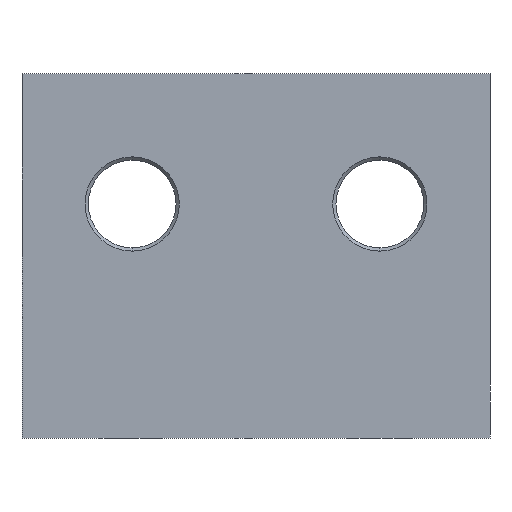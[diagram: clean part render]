
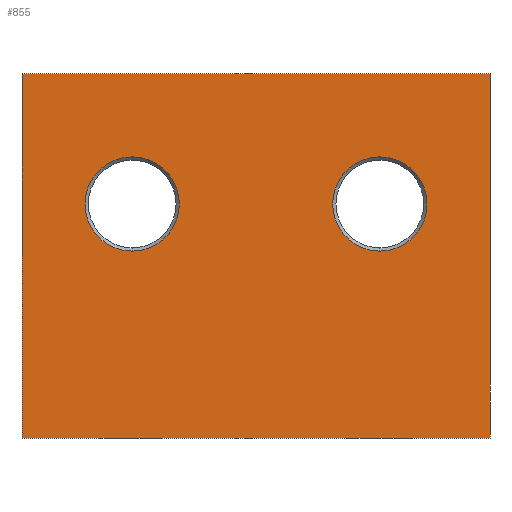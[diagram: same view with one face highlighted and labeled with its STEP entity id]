
A CAD part, front view. The second image highlights one B-rep face of the part: STEP entity #855.
In plain terms, the highlighted planar face has unit normal (0, -1, 0).
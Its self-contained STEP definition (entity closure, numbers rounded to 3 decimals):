
#53 = VERTEX_POINT ( 'NONE', #1209 ) ;
#55 = ORIENTED_EDGE ( 'NONE', *, *, #1174, .F. ) ;
#60 = AXIS2_PLACEMENT_3D ( 'NONE', #1329, #610, #1432 ) ;
#61 = AXIS2_PLACEMENT_3D ( 'NONE', #806, #434, #928 ) ;
#86 = AXIS2_PLACEMENT_3D ( 'NONE', #564, #1392, #677 ) ;
#92 = LINE ( 'NONE', #371, #1358 ) ;
#133 = AXIS2_PLACEMENT_3D ( 'NONE', #228, #1091, #358 ) ;
#135 = CIRCLE ( 'NONE', #86, 7.25 ) ;
#171 = VECTOR ( 'NONE', #1547, 1000. ) ;
#196 = CARTESIAN_POINT ( 'NONE',  ( 19.05, 0., 28.75 ) ) ;
#215 = LINE ( 'NONE', #486, #171 ) ;
#226 = AXIS2_PLACEMENT_3D ( 'NONE', #1019, #282, #1146 ) ;
#228 = CARTESIAN_POINT ( 'NONE',  ( -19.05, 0., 36. ) ) ;
#256 = EDGE_LOOP ( 'NONE', ( #621, #1059 ) ) ;
#282 = DIRECTION ( 'NONE',  ( 0., 1., 0. ) ) ;
#336 = LINE ( 'NONE', #1228, #476 ) ;
#339 = FACE_BOUND ( 'NONE', #256, .T. ) ;
#358 = DIRECTION ( 'NONE',  ( 0., 0., 1. ) ) ;
#363 = CARTESIAN_POINT ( 'NONE',  ( 36., 0., 0. ) ) ;
#371 = CARTESIAN_POINT ( 'NONE',  ( 36., 0., 56. ) ) ;
#412 = CARTESIAN_POINT ( 'NONE',  ( 36., 0., 56. ) ) ;
#434 = DIRECTION ( 'NONE',  ( 0., 1., 0. ) ) ;
#435 = VERTEX_POINT ( 'NONE', #1464 ) ;
#440 = VERTEX_POINT ( 'NONE', #763 ) ;
#476 = VECTOR ( 'NONE', #1103, 1000. ) ;
#486 = CARTESIAN_POINT ( 'NONE',  ( -36., 0., 56. ) ) ;
#529 = ORIENTED_EDGE ( 'NONE', *, *, #1171, .T. ) ;
#557 = VERTEX_POINT ( 'NONE', #196 ) ;
#564 = CARTESIAN_POINT ( 'NONE',  ( 19.05, 0., 36. ) ) ;
#609 = VERTEX_POINT ( 'NONE', #796 ) ;
#610 = DIRECTION ( 'NONE',  ( 0., 1., 0. ) ) ;
#621 = ORIENTED_EDGE ( 'NONE', *, *, #948, .T. ) ;
#640 = DIRECTION ( 'NONE',  ( -1., 0., 0. ) ) ;
#672 = VERTEX_POINT ( 'NONE', #412 ) ;
#677 = DIRECTION ( 'NONE',  ( 0., 0., 1. ) ) ;
#679 = PLANE ( 'NONE',  #61 ) ;
#763 = CARTESIAN_POINT ( 'NONE',  ( -36., 0., 0. ) ) ;
#796 = CARTESIAN_POINT ( 'NONE',  ( -19.05, 0., 28.75 ) ) ;
#806 = CARTESIAN_POINT ( 'NONE',  ( 36., 0., 56. ) ) ;
#810 = CARTESIAN_POINT ( 'NONE',  ( -36., 0., 56. ) ) ;
#843 = CIRCLE ( 'NONE', #60, 7.25 ) ;
#855 = ADVANCED_FACE ( 'NONE', ( #1566, #339, #1279 ), #679, .F. ) ;
#879 = VERTEX_POINT ( 'NONE', #810 ) ;
#894 = ORIENTED_EDGE ( 'NONE', *, *, #1184, .F. ) ;
#928 = DIRECTION ( 'NONE',  ( 0., 0., 1. ) ) ;
#948 = EDGE_CURVE ( 'NONE', #557, #952, #135, .T. ) ;
#952 = VERTEX_POINT ( 'NONE', #1041 ) ;
#976 = ORIENTED_EDGE ( 'NONE', *, *, #1202, .T. ) ;
#977 = DIRECTION ( 'NONE',  ( -1., 0., 0. ) ) ;
#1019 = CARTESIAN_POINT ( 'NONE',  ( -19.05, 0., 36. ) ) ;
#1029 = EDGE_CURVE ( 'NONE', #609, #435, #1291, .T. ) ;
#1041 = CARTESIAN_POINT ( 'NONE',  ( 19.05, 0., 43.25 ) ) ;
#1059 = ORIENTED_EDGE ( 'NONE', *, *, #1166, .T. ) ;
#1091 = DIRECTION ( 'NONE',  ( 0., 1., 0. ) ) ;
#1103 = DIRECTION ( 'NONE',  ( 0., 0., -1. ) ) ;
#1130 = VECTOR ( 'NONE', #977, 1000. ) ;
#1146 = DIRECTION ( 'NONE',  ( 0., 0., 1. ) ) ;
#1150 = EDGE_CURVE ( 'NONE', #435, #609, #1563, .T. ) ;
#1166 = EDGE_CURVE ( 'NONE', #952, #557, #843, .T. ) ;
#1171 = EDGE_CURVE ( 'NONE', #879, #440, #215, .T. ) ;
#1174 = EDGE_CURVE ( 'NONE', #53, #440, #1175, .T. ) ;
#1175 = LINE ( 'NONE', #363, #1130 ) ;
#1184 = EDGE_CURVE ( 'NONE', #672, #53, #336, .T. ) ;
#1189 = EDGE_LOOP ( 'NONE', ( #529, #55, #894, #976 ) ) ;
#1202 = EDGE_CURVE ( 'NONE', #672, #879, #92, .T. ) ;
#1209 = CARTESIAN_POINT ( 'NONE',  ( 36., 0., 0. ) ) ;
#1228 = CARTESIAN_POINT ( 'NONE',  ( 36., 0., 56. ) ) ;
#1255 = ORIENTED_EDGE ( 'NONE', *, *, #1150, .T. ) ;
#1267 = ORIENTED_EDGE ( 'NONE', *, *, #1029, .T. ) ;
#1279 = FACE_OUTER_BOUND ( 'NONE', #1189, .T. ) ;
#1291 = CIRCLE ( 'NONE', #226, 7.25 ) ;
#1329 = CARTESIAN_POINT ( 'NONE',  ( 19.05, 0., 36. ) ) ;
#1358 = VECTOR ( 'NONE', #640, 1000. ) ;
#1366 = EDGE_LOOP ( 'NONE', ( #1267, #1255 ) ) ;
#1392 = DIRECTION ( 'NONE',  ( 0., 1., 0. ) ) ;
#1432 = DIRECTION ( 'NONE',  ( 0., 0., 1. ) ) ;
#1464 = CARTESIAN_POINT ( 'NONE',  ( -19.05, 0., 43.25 ) ) ;
#1547 = DIRECTION ( 'NONE',  ( 0., 0., -1. ) ) ;
#1563 = CIRCLE ( 'NONE', #133, 7.25 ) ;
#1566 = FACE_BOUND ( 'NONE', #1366, .T. ) ;
